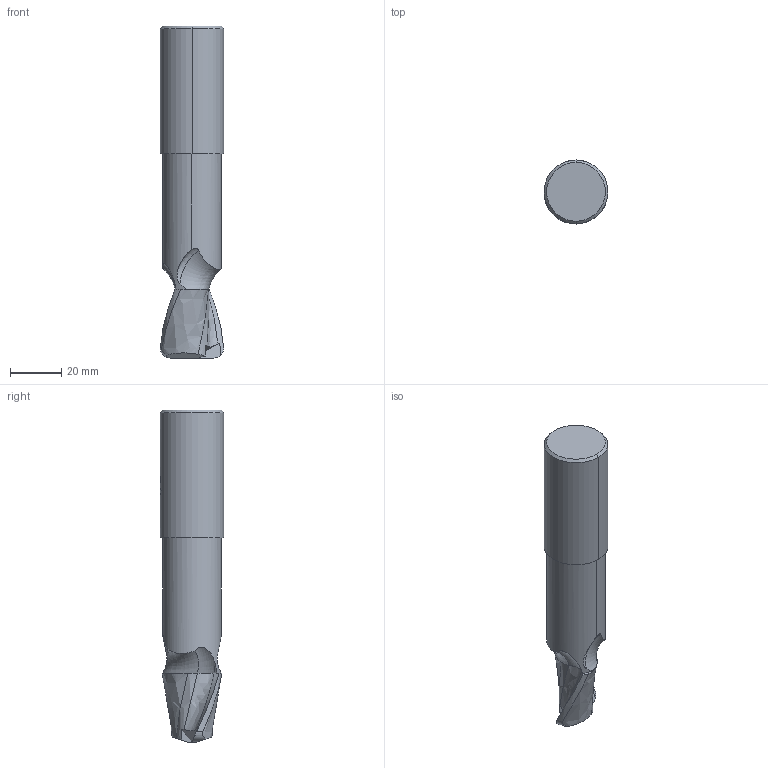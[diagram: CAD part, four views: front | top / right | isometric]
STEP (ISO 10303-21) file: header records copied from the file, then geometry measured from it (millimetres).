
FILE_DESCRIPTION(('no description'),'unknown implementation level');
FILE_NAME('solidKszrMHHe2RjcKrYTPuIyBpwlFxM_1.STP',' ',('CIM GmbH Aachen'),('CADClick - KiM GmbH - www.kimweb.de'),'unknown preprocess','ACIS','unknown authorization');
FILE_SCHEMA(('automotive_design'));
Length unit declared in the file: millimetre
Products named in the file (2): 1; 2
Bounding box: 25 x 25 x 130 mm (x, y, z)
Volume: 51044.1 mm3; surface area: 10681.6 mm2
Topology: 2 solids, 2 shells, 56 faces, 153 edges, 101 vertices
Faces by surface type: plane 21, cylinder 11, revolution 10, bspline 8, cone 4, torus 2
Entity records: 6152 total; most frequent: CARTESIAN_POINT 3089, STYLED_ITEM 312, PRESENTATION_STYLE_ASSIGNMENT 312, COLOUR_RGB 312, ORIENTED_EDGE 306, DIRECTION 212, EDGE_CURVE 153, CURVE_STYLE 153
